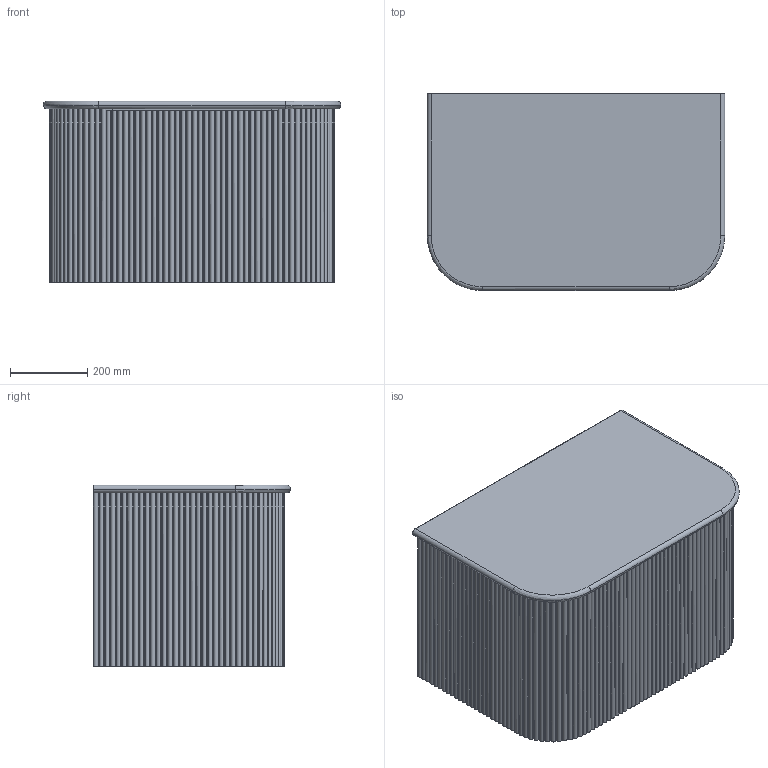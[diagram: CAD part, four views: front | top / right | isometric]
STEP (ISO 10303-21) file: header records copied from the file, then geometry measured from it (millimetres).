
FILE_DESCRIPTION(/* description */ (''),/* implementation_level */ '2;1');
FILE_NAME(/* name */ 'Kado Neue Fluted Double Curve 750 (20MM)',/* time_stamp */ '2025-07-09T15:06:01+10:00',/* author */ (''),/* organization */ (''),/* preprocessor_version */ 'ST-DEVELOPER v16.5',/* originating_system */ '',/* authorisation */ '');
FILE_SCHEMA (('AUTOMOTIVE_DESIGN'));
Length unit declared in the file: millimetre
Products named in the file (12): Document; Kado Neue Fluted Double Curve 750 (20MM); Kado Neue Fluted Double Curve ALL2122; Kado Neue Fluted Double Curve 75019; Kado Neue Fluted End456; Kado Neue Fluted Carcass 7502; Kado Neue Fluted Panel 4431112131415; Kado Neue Fluted Panel 443910; Kado Neue Fluted Double Curve ALL BENCHTOPS20; Kado Neue Fluted Double Curve Benchtop (20MM) ALL1718; Kado Neue Fluted Double Curve 750 Benchtop (20MM)16; Kado Neue Fluted Double Curve 750 Benchtop (20MM)
Assembly tree (12 placements, depth 6):
  Document
    Kado Neue Fluted Double Curve 750 (20MM)
      Kado Neue Fluted Double Curve ALL2122
        Kado Neue Fluted Double Curve 75019
          Kado Neue Fluted End456  x2
          Kado Neue Fluted Carcass 7502
          Kado Neue Fluted Panel 4431112131415
            Kado Neue Fluted Panel 443910
      Kado Neue Fluted Double Curve ALL BENCHTOPS20
        Kado Neue Fluted Double Curve Benchtop (20MM) ALL1718
          Kado Neue Fluted Double Curve 750 Benchtop (20MM)16
            Kado Neue Fluted Double Curve 750 Benchtop (20MM)
Bounding box: 770 x 510.05 x 470 mm (x, y, z)
Volume: 85367869.1 mm3; surface area: 5625729 mm2
Topology: 11 solids, 11 shells, 531 faces, 1517 edges, 1008 vertices
Faces by surface type: cylinder 348, plane 175, bspline 8
Entity records: 11127 total; most frequent: CARTESIAN_POINT 4385, ORIENTED_EDGE 1978, EDGE_CURVE 989, VERTEX_POINT 656, B_SPLINE_CURVE_WITH_KNOTS 533, DIRECTION 399, AXIS2_PLACEMENT_3D 371, ADVANCED_FACE 351
